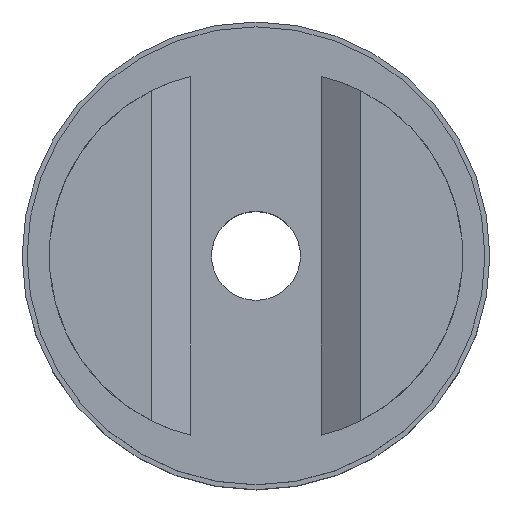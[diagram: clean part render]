
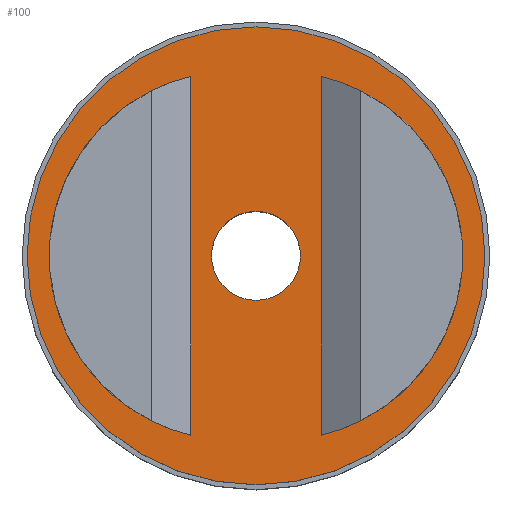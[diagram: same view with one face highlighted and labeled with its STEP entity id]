
A CAD part, top view. The second image highlights one B-rep face of the part: STEP entity #100.
In plain terms, the highlighted planar face has unit normal (0, 0, 1).
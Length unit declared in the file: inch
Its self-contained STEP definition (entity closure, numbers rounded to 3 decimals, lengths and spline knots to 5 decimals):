
#15 = CARTESIAN_POINT ( 'NONE',  ( 0.19685, 0., 0. ) ) ;
#21 = DIRECTION ( 'NONE',  ( 0., 0., 1. ) ) ;
#28 = ORIENTED_EDGE ( 'NONE', *, *, #487, .T. ) ;
#48 = EDGE_LOOP ( 'NONE', ( #335, #415 ) ) ;
#54 = EDGE_CURVE ( 'NONE', #599, #765, #497, .T. ) ;
#60 = FACE_BOUND ( 'NONE', #217, .T. ) ;
#66 = CARTESIAN_POINT ( 'NONE',  ( 0.19685, 0.5397, 0. ) ) ;
#72 = AXIS2_PLACEMENT_3D ( 'NONE', #552, #608, #299 ) ;
#81 = DIRECTION ( 'NONE',  ( 0., 1., 0. ) ) ;
#85 = VECTOR ( 'NONE', #215, 39.37008 ) ;
#100 = ADVANCED_FACE ( 'NONE', ( #60, #556, #296, #428 ), #791, .T. ) ;
#140 = ORIENTED_EDGE ( 'NONE', *, *, #495, .T. ) ;
#141 = EDGE_CURVE ( 'NONE', #517, #564, #754, .T. ) ;
#155 = DIRECTION ( 'NONE',  ( 0., -1., 0. ) ) ;
#164 = DIRECTION ( 'NONE',  ( 0., 0., -1. ) ) ;
#170 = AXIS2_PLACEMENT_3D ( 'NONE', #305, #548, #297 ) ;
#196 = CARTESIAN_POINT ( 'NONE',  ( 0., 0., 0. ) ) ;
#207 = ORIENTED_EDGE ( 'NONE', *, *, #718, .T. ) ;
#209 = CARTESIAN_POINT ( 'NONE',  ( 0., -0.68898, 0. ) ) ;
#215 = DIRECTION ( 'NONE',  ( 0., 1., 0. ) ) ;
#217 = EDGE_LOOP ( 'NONE', ( #770, #395 ) ) ;
#234 = VERTEX_POINT ( 'NONE', #571 ) ;
#235 = CARTESIAN_POINT ( 'NONE',  ( -0.19685, 0., 0. ) ) ;
#238 = AXIS2_PLACEMENT_3D ( 'NONE', #384, #636, #81 ) ;
#262 = CIRCLE ( 'NONE', #238, 0.55512 ) ;
#263 = CIRCLE ( 'NONE', #303, 0.68898 ) ;
#283 = CARTESIAN_POINT ( 'NONE',  ( 0., 0., 0. ) ) ;
#296 = FACE_BOUND ( 'NONE', #751, .T. ) ;
#297 = DIRECTION ( 'NONE',  ( 0., 1., 0. ) ) ;
#299 = DIRECTION ( 'NONE',  ( 0., 1., 0. ) ) ;
#303 = AXIS2_PLACEMENT_3D ( 'NONE', #779, #21, #155 ) ;
#305 = CARTESIAN_POINT ( 'NONE',  ( -0.06693, 0., 0. ) ) ;
#335 = ORIENTED_EDGE ( 'NONE', *, *, #580, .T. ) ;
#363 = AXIS2_PLACEMENT_3D ( 'NONE', #483, #424, #672 ) ;
#384 = CARTESIAN_POINT ( 'NONE',  ( 0.06693, 0., 0. ) ) ;
#391 = EDGE_LOOP ( 'NONE', ( #207, #777 ) ) ;
#395 = ORIENTED_EDGE ( 'NONE', *, *, #54, .T. ) ;
#407 = CARTESIAN_POINT ( 'NONE',  ( 0., 0.68898, 0. ) ) ;
#415 = ORIENTED_EDGE ( 'NONE', *, *, #141, .T. ) ;
#424 = DIRECTION ( 'NONE',  ( 0., 0., 1. ) ) ;
#428 = FACE_BOUND ( 'NONE', #391, .T. ) ;
#439 = CARTESIAN_POINT ( 'NONE',  ( -0.19685, 0.5397, 0. ) ) ;
#441 = VERTEX_POINT ( 'NONE', #439 ) ;
#450 = DIRECTION ( 'NONE',  ( 0., -1., 0. ) ) ;
#463 = VERTEX_POINT ( 'NONE', #66 ) ;
#473 = AXIS2_PLACEMENT_3D ( 'NONE', #196, #755, #450 ) ;
#483 = CARTESIAN_POINT ( 'NONE',  ( 0., 0., 0. ) ) ;
#487 = EDGE_CURVE ( 'NONE', #463, #528, #262, .T. ) ;
#495 = EDGE_CURVE ( 'NONE', #528, #463, #699, .T. ) ;
#497 = CIRCLE ( 'NONE', #72, 0.13386 ) ;
#509 = CIRCLE ( 'NONE', #617, 0.13386 ) ;
#510 = CIRCLE ( 'NONE', #170, 0.55512 ) ;
#517 = VERTEX_POINT ( 'NONE', #407 ) ;
#528 = VERTEX_POINT ( 'NONE', #640 ) ;
#545 = DIRECTION ( 'NONE',  ( 0., -1., 0. ) ) ;
#548 = DIRECTION ( 'NONE',  ( 0., 0., -1. ) ) ;
#552 = CARTESIAN_POINT ( 'NONE',  ( 0., 0., 0. ) ) ;
#556 = FACE_OUTER_BOUND ( 'NONE', #48, .T. ) ;
#564 = VERTEX_POINT ( 'NONE', #209 ) ;
#571 = CARTESIAN_POINT ( 'NONE',  ( -0.19685, -0.5397, 0. ) ) ;
#580 = EDGE_CURVE ( 'NONE', #564, #517, #263, .T. ) ;
#599 = VERTEX_POINT ( 'NONE', #762 ) ;
#603 = EDGE_CURVE ( 'NONE', #765, #599, #509, .T. ) ;
#608 = DIRECTION ( 'NONE',  ( 0., 0., -1. ) ) ;
#612 = LINE ( 'NONE', #235, #772 ) ;
#617 = AXIS2_PLACEMENT_3D ( 'NONE', #283, #164, #703 ) ;
#636 = DIRECTION ( 'NONE',  ( 0., 0., -1. ) ) ;
#640 = CARTESIAN_POINT ( 'NONE',  ( 0.19685, -0.5397, 0. ) ) ;
#672 = DIRECTION ( 'NONE',  ( 0., -1., 0. ) ) ;
#699 = LINE ( 'NONE', #15, #85 ) ;
#703 = DIRECTION ( 'NONE',  ( 0., 1., 0. ) ) ;
#718 = EDGE_CURVE ( 'NONE', #234, #441, #510, .T. ) ;
#728 = EDGE_CURVE ( 'NONE', #441, #234, #612, .T. ) ;
#751 = EDGE_LOOP ( 'NONE', ( #28, #140 ) ) ;
#754 = CIRCLE ( 'NONE', #473, 0.68898 ) ;
#755 = DIRECTION ( 'NONE',  ( 0., 0., 1. ) ) ;
#762 = CARTESIAN_POINT ( 'NONE',  ( 0., -0.13386, 0. ) ) ;
#765 = VERTEX_POINT ( 'NONE', #795 ) ;
#770 = ORIENTED_EDGE ( 'NONE', *, *, #603, .T. ) ;
#772 = VECTOR ( 'NONE', #545, 39.37008 ) ;
#777 = ORIENTED_EDGE ( 'NONE', *, *, #728, .T. ) ;
#779 = CARTESIAN_POINT ( 'NONE',  ( 0., 0., 0. ) ) ;
#791 = PLANE ( 'NONE',  #363 ) ;
#795 = CARTESIAN_POINT ( 'NONE',  ( 0., 0.13386, 0. ) ) ;
